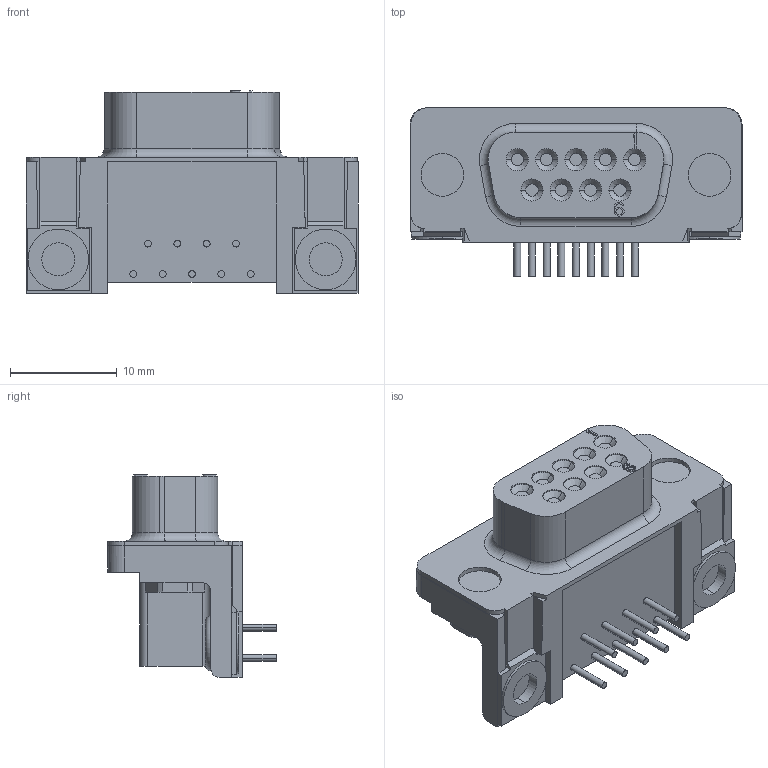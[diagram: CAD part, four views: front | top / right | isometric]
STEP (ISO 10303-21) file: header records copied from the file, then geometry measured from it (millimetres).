
FILE_DESCRIPTION(('STEP AP203'),'1');
FILE_NAME('5745781-4.stp','2021-03-01T08:01:58',('TraceParts'),('TraceParts S.A.'),'Spatial InterOp 3D',' ',' ');
FILE_SCHEMA(('CONFIG_CONTROL_DESIGN'));
Length unit declared in the file: millimetre
Products named in the file (1): 1
Bounding box: 31.04 x 15.72 x 18.95 mm (x, y, z)
Volume: 3449.7 mm3; surface area: 2547.5 mm2
Topology: 1 solids, 1 shells, 369 faces, 971 edges, 626 vertices
Faces by surface type: plane 235, cylinder 104, bspline 18, torus 12
Entity records: 11991 total; most frequent: CARTESIAN_POINT 2653, ORIENTED_EDGE 1942, DIRECTION 1925, EDGE_CURVE 971, LINE 697, VECTOR 697, VERTEX_POINT 626, AXIS2_PLACEMENT_3D 614
